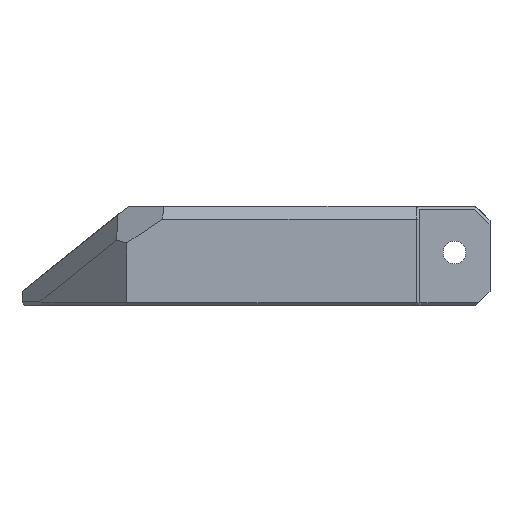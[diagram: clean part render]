
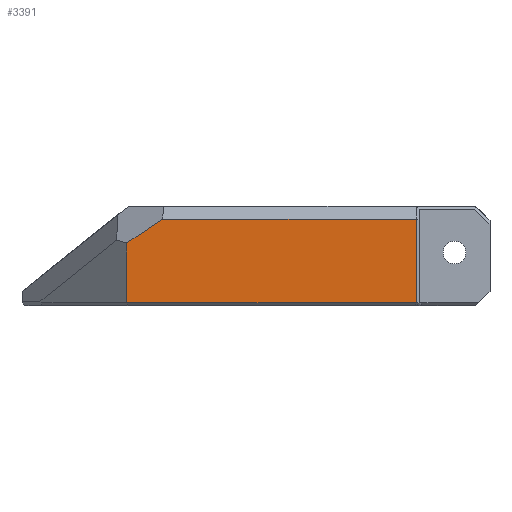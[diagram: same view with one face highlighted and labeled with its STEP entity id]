
A CAD part, left-side view. The second image highlights one B-rep face of the part: STEP entity #3391.
In plain terms, the highlighted planar face has unit normal (-0.999, 0.037, 0).
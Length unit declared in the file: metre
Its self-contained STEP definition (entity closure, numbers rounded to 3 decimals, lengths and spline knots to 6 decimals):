
#103=LINE('',#5020,#505);
#104=LINE('',#5023,#506);
#105=LINE('',#5025,#507);
#106=LINE('',#5027,#508);
#107=LINE('',#5029,#509);
#505=VECTOR('',#4000,1.);
#506=VECTOR('',#4001,1.);
#507=VECTOR('',#4002,1.);
#508=VECTOR('',#4003,1.);
#509=VECTOR('',#4004,1.);
#850=PLANE('',#3628);
#1080=ORIENTED_EDGE('',*,*,#2036,.F.);
#1081=ORIENTED_EDGE('',*,*,#2037,.F.);
#1082=ORIENTED_EDGE('',*,*,#2038,.F.);
#1083=ORIENTED_EDGE('',*,*,#2039,.F.);
#1084=ORIENTED_EDGE('',*,*,#2040,.F.);
#2036=EDGE_CURVE('',#2510,#2511,#103,.T.);
#2037=EDGE_CURVE('',#2512,#2510,#104,.T.);
#2038=EDGE_CURVE('',#2513,#2512,#105,.T.);
#2039=EDGE_CURVE('',#2514,#2513,#106,.T.);
#2040=EDGE_CURVE('',#2511,#2514,#107,.T.);
#2510=VERTEX_POINT('',#5021);
#2511=VERTEX_POINT('',#5022);
#2512=VERTEX_POINT('',#5024);
#2513=VERTEX_POINT('',#5026);
#2514=VERTEX_POINT('',#5028);
#2857=EDGE_LOOP('',(#1080,#1081,#1082,#1083,#1084));
#3113=FACE_BOUND('',#2857,.T.);
#3391=ADVANCED_FACE('',(#3113),#850,.F.);
#3628=AXIS2_PLACEMENT_3D('',#5019,#3998,#3999);
#3998=DIRECTION('',(0.999,-0.037,0.));
#3999=DIRECTION('',(-0.037,-0.999,0.));
#4000=DIRECTION('',(0.,0.,1.));
#4001=DIRECTION('',(0.037,0.999,0.));
#4002=DIRECTION('',(0.,0.,-1.));
#4003=DIRECTION('',(-0.037,-0.999,0.));
#4004=DIRECTION('',(-0.031,-0.835,0.55));
#5019=CARTESIAN_POINT('',(-0.09394,0.028055,-0.013));
#5020=CARTESIAN_POINT('',(-0.093168,0.048705,-0.013));
#5021=CARTESIAN_POINT('',(-0.093168,0.048705,-0.0126));
#5022=CARTESIAN_POINT('',(-0.093168,0.048705,-0.004145));
#5023=CARTESIAN_POINT('',(-0.09394,0.028055,-0.0126));
#5024=CARTESIAN_POINT('',(-0.094696,0.00782,-0.0126));
#5025=CARTESIAN_POINT('',(-0.094696,0.00782,-0.013));
#5026=CARTESIAN_POINT('',(-0.094696,0.00782,-0.0008));
#5027=CARTESIAN_POINT('',(-0.094712,0.007405,-0.0008));
#5028=CARTESIAN_POINT('',(-0.093358,0.043627,-0.0008));
#5029=CARTESIAN_POINT('',(-0.09336,0.043558,-0.000754));
